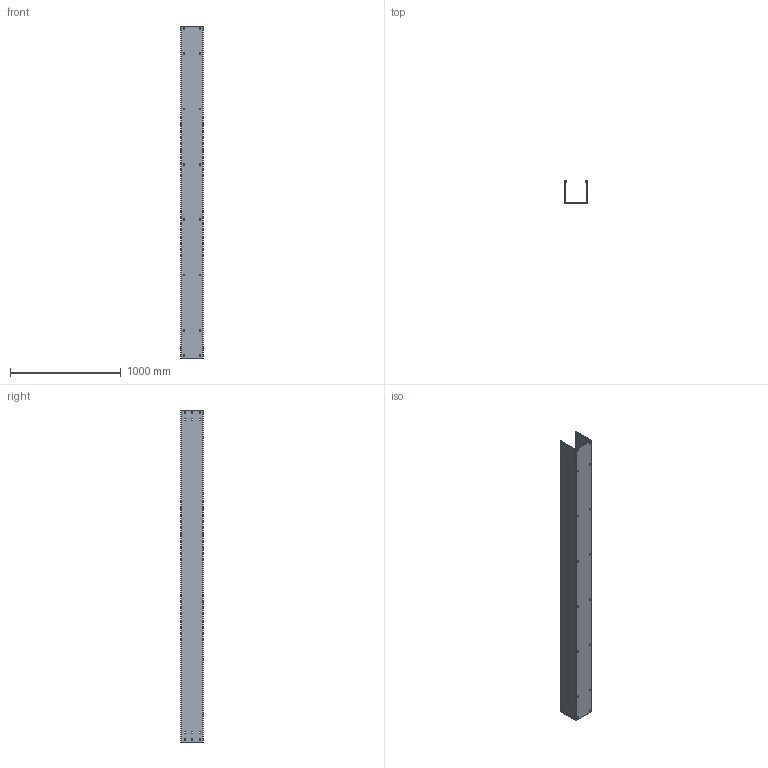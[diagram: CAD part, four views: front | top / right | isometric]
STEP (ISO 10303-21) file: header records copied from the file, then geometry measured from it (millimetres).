
FILE_DESCRIPTION((''),'2;1');
FILE_NAME('375420_PRT','2019-03-08T14:25:12',('tomasz.grudniewski'),(''),'CREO PARAMETRIC BY PTC INC, 2018500','CREO PARAMETRIC BY PTC INC, 2018500','');
FILE_SCHEMA(('CONFIG_CONTROL_DESIGN'));
Length unit declared in the file: millimetre
Products named in the file (1): 375420_PRT
Bounding box: 200 x 200 x 3000 mm (x, y, z)
Volume: 3700664 mm3; surface area: 3719033.3 mm2
Topology: 1 solids, 1 shells, 214 faces, 588 edges, 376 vertices
Faces by surface type: plane 122, cylinder 92
Entity records: 6970 total; most frequent: DIRECTION 1200, CARTESIAN_POINT 1178, ORIENTED_EDGE 1176, EDGE_CURVE 588, VECTOR 404, LINE 404, AXIS2_PLACEMENT_3D 398, VERTEX_POINT 376
